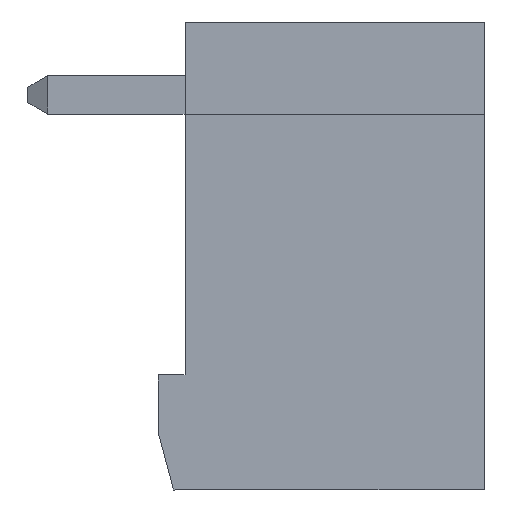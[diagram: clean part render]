
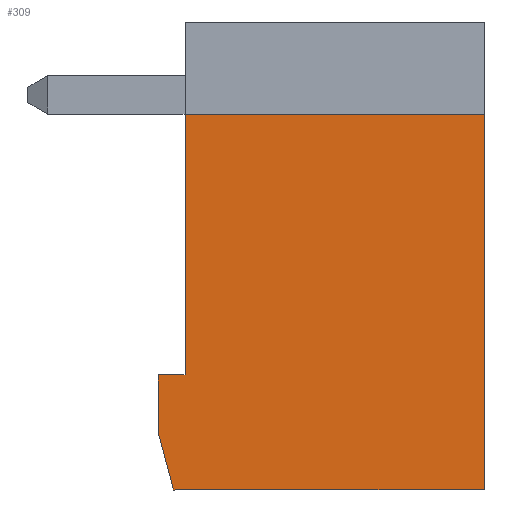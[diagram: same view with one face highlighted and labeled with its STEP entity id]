
A CAD part, front view. The second image highlights one B-rep face of the part: STEP entity #309.
In plain terms, the highlighted planar face has unit normal (0, -1, 0).
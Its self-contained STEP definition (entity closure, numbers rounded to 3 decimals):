
#309 = ADVANCED_FACE( '', ( #680 ), #681, .F. );
#680 = FACE_OUTER_BOUND( '', #1106, .T. );
#681 = PLANE( '', #1107 );
#1106 = EDGE_LOOP( '', ( #1959, #1960, #1961, #1962, #1963, #1964, #1965 ) );
#1107 = AXIS2_PLACEMENT_3D( '', #1966, #1967, #1968 );
#1959 = ORIENTED_EDGE( '', *, *, #2587, .F. );
#1960 = ORIENTED_EDGE( '', *, *, #2759, .F. );
#1961 = ORIENTED_EDGE( '', *, *, #2829, .F. );
#1962 = ORIENTED_EDGE( '', *, *, #2645, .F. );
#1963 = ORIENTED_EDGE( '', *, *, #2830, .F. );
#1964 = ORIENTED_EDGE( '', *, *, #2688, .F. );
#1965 = ORIENTED_EDGE( '', *, *, #2591, .F. );
#1966 = CARTESIAN_POINT( '', ( -0.699, 25.85, -9.8 ) );
#1967 = DIRECTION( '', ( 0., 1., 0. ) );
#1968 = DIRECTION( '', ( 0., 0., -1. ) );
#2587 = EDGE_CURVE( '', #3124, #3106, #3126, .T. );
#2591 = EDGE_CURVE( '', #3106, #3128, #3132, .T. );
#2645 = EDGE_CURVE( '', #3222, #3223, #3224, .T. );
#2688 = EDGE_CURVE( '', #3128, #3284, #3288, .T. );
#2759 = EDGE_CURVE( '', #3390, #3124, #3392, .T. );
#2829 = EDGE_CURVE( '', #3223, #3390, #3486, .T. );
#2830 = EDGE_CURVE( '', #3284, #3222, #3487, .T. );
#3106 = VERTEX_POINT( '', #3842 );
#3124 = VERTEX_POINT( '', #3869 );
#3126 = LINE( '', #3872, #3873 );
#3128 = VERTEX_POINT( '', #3875 );
#3132 = LINE( '', #3881, #3882 );
#3222 = VERTEX_POINT( '', #4019 );
#3223 = VERTEX_POINT( '', #4020 );
#3224 = LINE( '', #4021, #4022 );
#3284 = VERTEX_POINT( '', #4110 );
#3288 = LINE( '', #4116, #4117 );
#3390 = VERTEX_POINT( '', #4267 );
#3392 = LINE( '', #4270, #4271 );
#3486 = LINE( '', #4411, #4412 );
#3487 = LINE( '', #4413, #4414 );
#3842 = CARTESIAN_POINT( '', ( -0.699, 25.85, -8.307 ) );
#3869 = CARTESIAN_POINT( '', ( -0.299, 25.85, -9.8 ) );
#3872 = CARTESIAN_POINT( '', ( -0.699, 25.85, -8.307 ) );
#3873 = VECTOR( '', #4696, 1000. );
#3875 = CARTESIAN_POINT( '', ( -0.699, 25.85, -6.8 ) );
#3881 = CARTESIAN_POINT( '', ( -0.699, 25.85, -6.8 ) );
#3882 = VECTOR( '', #4699, 1000. );
#4019 = CARTESIAN_POINT( '', ( 0., 25.85, 0. ) );
#4020 = CARTESIAN_POINT( '', ( 7.801, 25.85, 0. ) );
#4021 = CARTESIAN_POINT( '', ( 7.801, 25.85, 0. ) );
#4022 = VECTOR( '', #4744, 1000. );
#4110 = CARTESIAN_POINT( '', ( 0., 25.85, -6.8 ) );
#4116 = CARTESIAN_POINT( '', ( -0.099, 25.85, -6.8 ) );
#4117 = VECTOR( '', #4787, 1000. );
#4267 = CARTESIAN_POINT( '', ( 7.801, 25.85, -9.8 ) );
#4270 = CARTESIAN_POINT( '', ( 6.303, 25.85, -9.8 ) );
#4271 = VECTOR( '', #4849, 1000. );
#4411 = CARTESIAN_POINT( '', ( 7.801, 25.85, -9.8 ) );
#4412 = VECTOR( '', #4905, 1000. );
#4413 = CARTESIAN_POINT( '', ( 0., 25.85, 0. ) );
#4414 = VECTOR( '', #4906, 1000. );
#4696 = DIRECTION( '', ( -0.259, 0., 0.966 ) );
#4699 = DIRECTION( '', ( 0., 0., 1. ) );
#4744 = DIRECTION( '', ( 1., 0., 0. ) );
#4787 = DIRECTION( '', ( 1., 0., 0. ) );
#4849 = DIRECTION( '', ( -1., 0., 0. ) );
#4905 = DIRECTION( '', ( 0., 0., -1. ) );
#4906 = DIRECTION( '', ( 0., 0., 1. ) );
